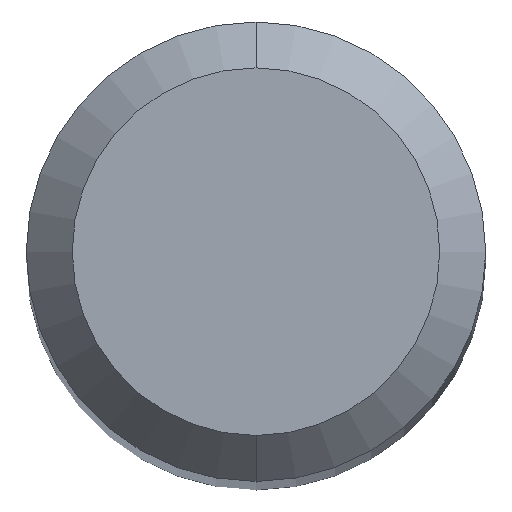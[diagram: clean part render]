
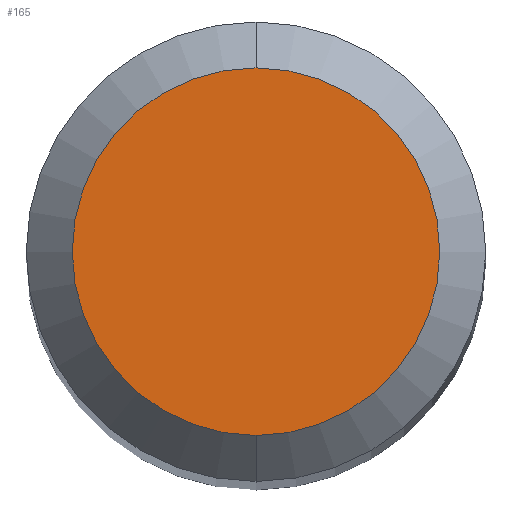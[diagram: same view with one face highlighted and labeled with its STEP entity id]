
A CAD part, top view. The second image highlights one B-rep face of the part: STEP entity #165.
In plain terms, the highlighted planar face has unit normal (0, 0, 1).
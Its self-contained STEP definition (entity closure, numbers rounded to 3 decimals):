
#99=EDGE_CURVE('',#171,#199,#262,.T.);
#139=EDGE_CURVE('',#199,#171,#309,.T.);
#165=ADVANCED_FACE('',(#341),#342,.T.);
#171=VERTEX_POINT('',#348);
#199=VERTEX_POINT('',#378);
#262=CIRCLE('',#435,1.2);
#309=CIRCLE('',#496,1.2);
#341=FACE_OUTER_BOUND('',#530,.T.);
#342=PLANE('',#531);
#348=CARTESIAN_POINT('',(0.0,1.2,0.0));
#378=CARTESIAN_POINT('',(0.,-1.2,0.0));
#435=AXIS2_PLACEMENT_3D('',#652,#653,#654);
#496=AXIS2_PLACEMENT_3D('',#719,#720,#721);
#530=EDGE_LOOP('',(#775,#776));
#531=AXIS2_PLACEMENT_3D('',#777,#778,#779);
#652=CARTESIAN_POINT('',(0.0,0.0,0.0));
#653=DIRECTION('',(0.0,0.0,-1.0));
#654=DIRECTION('',(0.0,1.0,0.0));
#719=CARTESIAN_POINT('',(0.0,0.0,0.0));
#720=DIRECTION('',(0.0,0.0,-1.0));
#721=DIRECTION('',(0.0,1.0,0.0));
#775=ORIENTED_EDGE('',*,*,#99,.F.);
#776=ORIENTED_EDGE('',*,*,#139,.F.);
#777=CARTESIAN_POINT('',(0.0,0.6,0.0));
#778=DIRECTION('',(-0.0,0.0,1.0));
#779=DIRECTION('',(0.0,-1.0,0.0));
